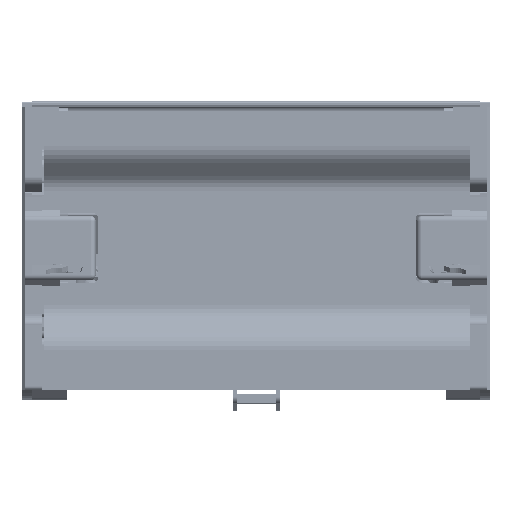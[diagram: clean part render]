
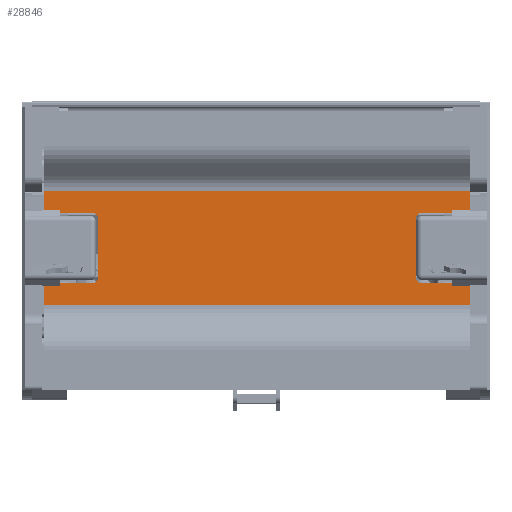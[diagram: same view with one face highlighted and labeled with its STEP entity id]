
A CAD part, front view. The second image highlights one B-rep face of the part: STEP entity #28846.
In plain terms, the highlighted face is planar.
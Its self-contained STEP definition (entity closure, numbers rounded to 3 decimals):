
#1231 = ORIENTED_EDGE ( 'NONE', *, *, #36870, .F. ) ;
#1658 = VECTOR ( 'NONE', #16874, 1000. ) ;
#1805 = VERTEX_POINT ( 'NONE', #10455 ) ;
#1863 = EDGE_CURVE ( 'NONE', #42124, #12365, #37091, .T. ) ;
#2145 = CARTESIAN_POINT ( 'NONE',  ( -46.3, 8.3, 0. ) ) ;
#2253 = VERTEX_POINT ( 'NONE', #14231 ) ;
#2614 = CIRCLE ( 'NONE', #27188, 2. ) ;
#2778 = VECTOR ( 'NONE', #16999, 1000. ) ;
#2898 = CARTESIAN_POINT ( 'NONE',  ( 62.3, -16.5, 0. ) ) ;
#2932 = CARTESIAN_POINT ( 'NONE',  ( 62.3, 16.5, 0. ) ) ;
#3202 = LINE ( 'NONE', #17420, #10220 ) ;
#3283 = DIRECTION ( 'NONE',  ( -1., 0., 0. ) ) ;
#3923 = EDGE_CURVE ( 'NONE', #10124, #1805, #3202, .T. ) ;
#4158 = DIRECTION ( 'NONE',  ( 1., 0., 0. ) ) ;
#4606 = CARTESIAN_POINT ( 'NONE',  ( -46.3, 8.3, 0. ) ) ;
#5002 = CARTESIAN_POINT ( 'NONE',  ( 46.3, -8.3, 0. ) ) ;
#5141 = DIRECTION ( 'NONE',  ( 0., 0., 1. ) ) ;
#5315 = ORIENTED_EDGE ( 'NONE', *, *, #42795, .F. ) ;
#6296 = VECTOR ( 'NONE', #40731, 1000. ) ;
#6319 = VERTEX_POINT ( 'NONE', #21086 ) ;
#6577 = CARTESIAN_POINT ( 'NONE',  ( -62.3, -16.5, 0. ) ) ;
#6781 = AXIS2_PLACEMENT_3D ( 'NONE', #16192, #5141, #37851 ) ;
#7218 = EDGE_CURVE ( 'NONE', #6319, #2253, #42286, .T. ) ;
#7798 = ORIENTED_EDGE ( 'NONE', *, *, #13813, .T. ) ;
#9176 = DIRECTION ( 'NONE',  ( -1., 0., 0. ) ) ;
#9314 = EDGE_CURVE ( 'NONE', #33746, #16704, #45110, .T. ) ;
#10069 = ORIENTED_EDGE ( 'NONE', *, *, #43992, .T. ) ;
#10124 = VERTEX_POINT ( 'NONE', #2932 ) ;
#10220 = VECTOR ( 'NONE', #47256, 1000. ) ;
#10455 = CARTESIAN_POINT ( 'NONE',  ( -62.3, 16.5, 0. ) ) ;
#10685 = CARTESIAN_POINT ( 'NONE',  ( 62.3, -10.3, 0. ) ) ;
#11630 = VECTOR ( 'NONE', #34370, 1000. ) ;
#11688 = EDGE_CURVE ( 'NONE', #37204, #42124, #40290, .T. ) ;
#11913 = FACE_OUTER_BOUND ( 'NONE', #22151, .T. ) ;
#12331 = CARTESIAN_POINT ( 'NONE',  ( -62.3, -10.3, 0. ) ) ;
#12365 = VERTEX_POINT ( 'NONE', #16025 ) ;
#12495 = VERTEX_POINT ( 'NONE', #40549 ) ;
#12797 = CARTESIAN_POINT ( 'NONE',  ( 48.3, 8.3, 0. ) ) ;
#12935 = LINE ( 'NONE', #47488, #26220 ) ;
#12958 = DIRECTION ( 'NONE',  ( 0., 0., 1. ) ) ;
#13283 = LINE ( 'NONE', #17821, #40813 ) ;
#13744 = DIRECTION ( 'NONE',  ( 0., 1., 0. ) ) ;
#13813 = EDGE_CURVE ( 'NONE', #34781, #30040, #44806, .T. ) ;
#14231 = CARTESIAN_POINT ( 'NONE',  ( -62.3, 10.3, 0. ) ) ;
#14581 = ORIENTED_EDGE ( 'NONE', *, *, #47163, .T. ) ;
#15111 = AXIS2_PLACEMENT_3D ( 'NONE', #46849, #43494, #3283 ) ;
#15306 = ORIENTED_EDGE ( 'NONE', *, *, #41871, .T. ) ;
#16025 = CARTESIAN_POINT ( 'NONE',  ( 62.3, 10.3, 0. ) ) ;
#16192 = CARTESIAN_POINT ( 'NONE',  ( 62.3, -16.5, 0. ) ) ;
#16301 = CARTESIAN_POINT ( 'NONE',  ( -48.3, 8.3, 0. ) ) ;
#16704 = VERTEX_POINT ( 'NONE', #5002 ) ;
#16852 = ORIENTED_EDGE ( 'NONE', *, *, #3923, .F. ) ;
#16874 = DIRECTION ( 'NONE',  ( 0., 1., 0. ) ) ;
#16999 = DIRECTION ( 'NONE',  ( -1., 0., 0. ) ) ;
#17049 = DIRECTION ( 'NONE',  ( 0., 1., 0. ) ) ;
#17296 = CARTESIAN_POINT ( 'NONE',  ( 46.3, 8.3, 0. ) ) ;
#17349 = LINE ( 'NONE', #2898, #18562 ) ;
#17420 = CARTESIAN_POINT ( 'NONE',  ( 62.3, 16.5, 0. ) ) ;
#17578 = LINE ( 'NONE', #42641, #1658 ) ;
#17821 = CARTESIAN_POINT ( 'NONE',  ( 62.3, -16.5, 0. ) ) ;
#18128 = LINE ( 'NONE', #10685, #36943 ) ;
#18562 = VECTOR ( 'NONE', #13744, 1000. ) ;
#18872 = DIRECTION ( 'NONE',  ( 0., 0., 1. ) ) ;
#19064 = ORIENTED_EDGE ( 'NONE', *, *, #31548, .T. ) ;
#19326 = VECTOR ( 'NONE', #35547, 1000. ) ;
#19404 = VECTOR ( 'NONE', #4158, 1000. ) ;
#19574 = CARTESIAN_POINT ( 'NONE',  ( -48.3, -8.3, 0. ) ) ;
#19709 = CARTESIAN_POINT ( 'NONE',  ( -62.3, -16.5, 0. ) ) ;
#20393 = DIRECTION ( 'NONE',  ( 1., 0., 0. ) ) ;
#20719 = DIRECTION ( 'NONE',  ( -1., 0., 0. ) ) ;
#21062 = AXIS2_PLACEMENT_3D ( 'NONE', #12797, #37541, #9176 ) ;
#21086 = CARTESIAN_POINT ( 'NONE',  ( -48.3, 10.3, 0. ) ) ;
#21728 = VERTEX_POINT ( 'NONE', #4606 ) ;
#21842 = CARTESIAN_POINT ( 'NONE',  ( 48.3, 10.3, 0. ) ) ;
#22041 = ORIENTED_EDGE ( 'NONE', *, *, #9314, .F. ) ;
#22151 = EDGE_LOOP ( 'NONE', ( #29265, #24393, #24070, #1231, #22041, #5315, #45456, #46543, #24565, #7798, #14581, #19064, #10069, #36029, #15306, #16852 ) ) ;
#22436 = CARTESIAN_POINT ( 'NONE',  ( 62.3, 10.3, 0. ) ) ;
#23163 = CIRCLE ( 'NONE', #24704, 2. ) ;
#23263 = CARTESIAN_POINT ( 'NONE',  ( -48.3, -10.3, 0. ) ) ;
#23993 = DIRECTION ( 'NONE',  ( 0., 1., 0. ) ) ;
#24070 = ORIENTED_EDGE ( 'NONE', *, *, #11688, .F. ) ;
#24393 = ORIENTED_EDGE ( 'NONE', *, *, #1863, .F. ) ;
#24565 = ORIENTED_EDGE ( 'NONE', *, *, #43663, .T. ) ;
#24704 = AXIS2_PLACEMENT_3D ( 'NONE', #16301, #12958, #20393 ) ;
#26220 = VECTOR ( 'NONE', #23993, 1000. ) ;
#27188 = AXIS2_PLACEMENT_3D ( 'NONE', #19574, #18872, #33522 ) ;
#27542 = CARTESIAN_POINT ( 'NONE',  ( 48.3, -10.3, 0. ) ) ;
#28374 = CARTESIAN_POINT ( 'NONE',  ( -62.3, -10.3, 0. ) ) ;
#28846 = ADVANCED_FACE ( 'NONE', ( #11913 ), #38098, .F. ) ;
#29265 = ORIENTED_EDGE ( 'NONE', *, *, #31955, .F. ) ;
#30040 = VERTEX_POINT ( 'NONE', #23263 ) ;
#30554 = CARTESIAN_POINT ( 'NONE',  ( 62.3, -16.5, 0. ) ) ;
#31548 = EDGE_CURVE ( 'NONE', #38095, #21728, #35304, .T. ) ;
#31955 = EDGE_CURVE ( 'NONE', #12365, #10124, #12935, .T. ) ;
#33522 = DIRECTION ( 'NONE',  ( 1., 0., 0. ) ) ;
#33746 = VERTEX_POINT ( 'NONE', #27542 ) ;
#34370 = DIRECTION ( 'NONE',  ( 0., 1., 0. ) ) ;
#34781 = VERTEX_POINT ( 'NONE', #28374 ) ;
#35304 = LINE ( 'NONE', #2145, #19326 ) ;
#35547 = DIRECTION ( 'NONE',  ( 0., 1., 0. ) ) ;
#35810 = VERTEX_POINT ( 'NONE', #30554 ) ;
#36029 = ORIENTED_EDGE ( 'NONE', *, *, #7218, .T. ) ;
#36861 = EDGE_CURVE ( 'NONE', #35810, #12495, #17349, .T. ) ;
#36870 = EDGE_CURVE ( 'NONE', #16704, #37204, #17578, .T. ) ;
#36943 = VECTOR ( 'NONE', #39539, 1000. ) ;
#37091 = LINE ( 'NONE', #22436, #19404 ) ;
#37204 = VERTEX_POINT ( 'NONE', #17296 ) ;
#37541 = DIRECTION ( 'NONE',  ( 0., 0., -1. ) ) ;
#37851 = DIRECTION ( 'NONE',  ( 1., 0., 0. ) ) ;
#37994 = LINE ( 'NONE', #19709, #11630 ) ;
#38095 = VERTEX_POINT ( 'NONE', #42465 ) ;
#38098 = PLANE ( 'NONE',  #6781 ) ;
#38414 = CARTESIAN_POINT ( 'NONE',  ( -62.3, 10.3, 0. ) ) ;
#38711 = CARTESIAN_POINT ( 'NONE',  ( -62.3, -16.5, 0. ) ) ;
#39539 = DIRECTION ( 'NONE',  ( -1., 0., 0. ) ) ;
#40290 = CIRCLE ( 'NONE', #21062, 2. ) ;
#40549 = CARTESIAN_POINT ( 'NONE',  ( 62.3, -10.3, 0. ) ) ;
#40731 = DIRECTION ( 'NONE',  ( 1., 0., 0. ) ) ;
#40813 = VECTOR ( 'NONE', #20719, 1000. ) ;
#41602 = VERTEX_POINT ( 'NONE', #6577 ) ;
#41871 = EDGE_CURVE ( 'NONE', #2253, #1805, #46174, .T. ) ;
#42124 = VERTEX_POINT ( 'NONE', #21842 ) ;
#42286 = LINE ( 'NONE', #38414, #2778 ) ;
#42465 = CARTESIAN_POINT ( 'NONE',  ( -46.3, -8.3, 0. ) ) ;
#42641 = CARTESIAN_POINT ( 'NONE',  ( 46.3, 8.3, 0. ) ) ;
#42795 = EDGE_CURVE ( 'NONE', #12495, #33746, #18128, .T. ) ;
#43328 = EDGE_CURVE ( 'NONE', #35810, #41602, #13283, .T. ) ;
#43494 = DIRECTION ( 'NONE',  ( 0., 0., -1. ) ) ;
#43663 = EDGE_CURVE ( 'NONE', #41602, #34781, #37994, .T. ) ;
#43992 = EDGE_CURVE ( 'NONE', #21728, #6319, #23163, .T. ) ;
#44307 = VECTOR ( 'NONE', #17049, 1000. ) ;
#44806 = LINE ( 'NONE', #12331, #6296 ) ;
#45110 = CIRCLE ( 'NONE', #15111, 2. ) ;
#45456 = ORIENTED_EDGE ( 'NONE', *, *, #36861, .F. ) ;
#46174 = LINE ( 'NONE', #38711, #44307 ) ;
#46543 = ORIENTED_EDGE ( 'NONE', *, *, #43328, .T. ) ;
#46849 = CARTESIAN_POINT ( 'NONE',  ( 48.3, -8.3, 0. ) ) ;
#47163 = EDGE_CURVE ( 'NONE', #30040, #38095, #2614, .T. ) ;
#47256 = DIRECTION ( 'NONE',  ( -1., 0., 0. ) ) ;
#47488 = CARTESIAN_POINT ( 'NONE',  ( 62.3, -16.5, 0. ) ) ;
